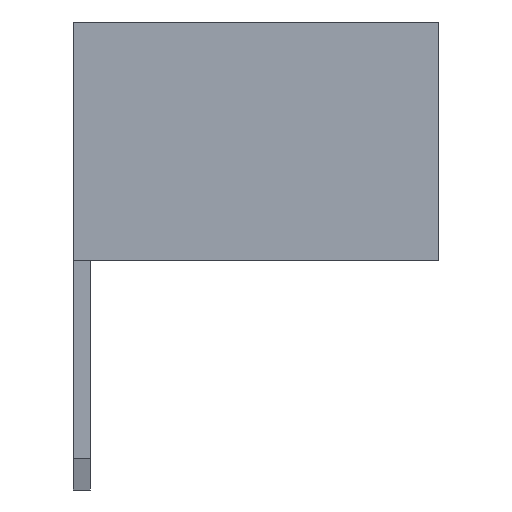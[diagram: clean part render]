
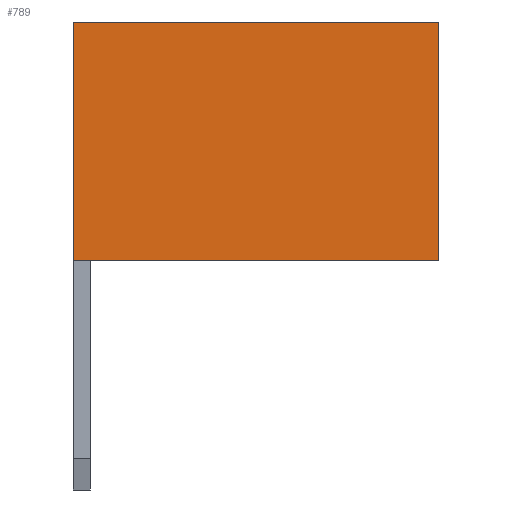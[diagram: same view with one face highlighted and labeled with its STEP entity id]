
A CAD part, left-side view. The second image highlights one B-rep face of the part: STEP entity #789.
In plain terms, the highlighted planar face has unit normal (-1, 0, 0).
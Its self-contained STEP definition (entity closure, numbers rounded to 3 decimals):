
#789=ADVANCED_FACE('',(#5257),#5259,.T.);
#5257=FACE_BOUND('',#5258,.T.);
#5258=EDGE_LOOP('',(#8827,#8828,#8829,#8830));
#5259=PLANE('',#5260);
#5260=AXIS2_PLACEMENT_3D('',#5261,#5262,#5263);
#5261=CARTESIAN_POINT('',(-1.,-4.2,0.));
#5262=DIRECTION('',(-1.,0.,0.));
#5263=DIRECTION('',(0.,0.,1.));
#8827=ORIENTED_EDGE('',*,*,#11281,.T.);
#8828=ORIENTED_EDGE('',*,*,#11420,.T.);
#8829=ORIENTED_EDGE('',*,*,#11222,.F.);
#8830=ORIENTED_EDGE('',*,*,#11419,.F.);
#11222=EDGE_CURVE('',#12730,#12732,#12733,.T.);
#11281=EDGE_CURVE('',#12816,#12817,#12818,.T.);
#11419=EDGE_CURVE('',#12816,#12730,#13045,.T.);
#11420=EDGE_CURVE('',#12817,#12732,#13046,.T.);
#12730=VERTEX_POINT('',#15260);
#12732=VERTEX_POINT('',#15264);
#12733=LINE('',#15265,#15266);
#12816=VERTEX_POINT('',#15466);
#12817=VERTEX_POINT('',#15467);
#12818=LINE('',#15468,#15469);
#13045=LINE('',#15971,#15972);
#13046=LINE('',#15974,#15975);
#15260=CARTESIAN_POINT('',(-1.,0.1,0.));
#15264=CARTESIAN_POINT('',(-1.,0.1,2.8));
#15265=CARTESIAN_POINT('',(-1.,0.1,0.));
#15266=VECTOR('',#15267,1.);
#15267=DIRECTION('',(0.,0.,1.));
#15466=CARTESIAN_POINT('',(-1.,-4.2,0.));
#15467=CARTESIAN_POINT('',(-1.,-4.2,2.8));
#15468=CARTESIAN_POINT('',(-1.,-4.2,0.));
#15469=VECTOR('',#15470,1.);
#15470=DIRECTION('',(0.,0.,1.));
#15971=CARTESIAN_POINT('',(-1.,-4.2,0.));
#15972=VECTOR('',#15973,1.);
#15973=DIRECTION('',(0.,1.,0.));
#15974=CARTESIAN_POINT('',(-1.,-4.2,2.8));
#15975=VECTOR('',#15976,1.);
#15976=DIRECTION('',(0.,1.,0.));
